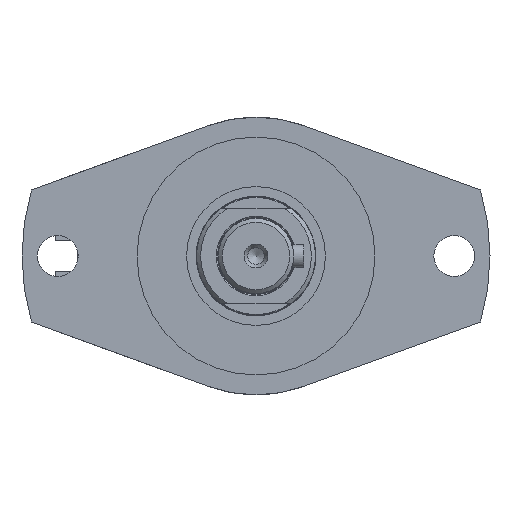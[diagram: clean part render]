
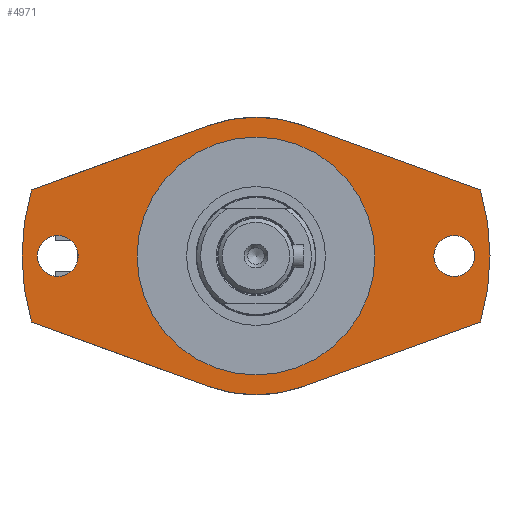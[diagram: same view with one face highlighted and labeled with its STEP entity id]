
A CAD part, left-side view. The second image highlights one B-rep face of the part: STEP entity #4971.
In plain terms, the highlighted planar face has unit normal (-1, 0, 0).
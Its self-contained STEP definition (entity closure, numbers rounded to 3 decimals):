
#137=FACE_BOUND('',#755,.T.);
#138=FACE_BOUND('',#756,.T.);
#139=FACE_BOUND('',#757,.T.);
#256=PLANE('',#5410);
#467=FACE_OUTER_BOUND('',#754,.T.);
#754=EDGE_LOOP('',(#3915,#3916,#3917,#3918,#3919,#3920,#3921,#3922));
#755=EDGE_LOOP('',(#3923));
#756=EDGE_LOOP('',(#3924));
#757=EDGE_LOOP('',(#3925,#3926));
#1149=LINE('',#8161,#1511);
#1150=LINE('',#8164,#1512);
#1151=LINE('',#8166,#1513);
#1152=LINE('',#8169,#1514);
#1511=VECTOR('',#6496,10.);
#1512=VECTOR('',#6499,10.);
#1513=VECTOR('',#6500,10.);
#1514=VECTOR('',#6503,10.);
#1783=CIRCLE('',#5400,59.);
#1784=CIRCLE('',#5402,30.);
#1785=CIRCLE('',#5403,30.);
#1789=CIRCLE('',#5409,59.);
#1790=CIRCLE('',#5411,35.);
#1791=CIRCLE('',#5412,35.);
#1792=CIRCLE('',#5413,5.15);
#1793=CIRCLE('',#5414,5.15);
#2200=VERTEX_POINT('',#8134);
#2201=VERTEX_POINT('',#8136);
#2202=VERTEX_POINT('',#8140);
#2203=VERTEX_POINT('',#8141);
#2206=VERTEX_POINT('',#8151);
#2209=VERTEX_POINT('',#8156);
#2210=VERTEX_POINT('',#8160);
#2211=VERTEX_POINT('',#8162);
#2212=VERTEX_POINT('',#8165);
#2213=VERTEX_POINT('',#8167);
#2214=VERTEX_POINT('',#8170);
#2215=VERTEX_POINT('',#8172);
#2809=EDGE_CURVE('',#2200,#2201,#1783,.T.);
#2811=EDGE_CURVE('',#2202,#2203,#1784,.T.);
#2812=EDGE_CURVE('',#2203,#2202,#1785,.T.);
#2819=EDGE_CURVE('',#2209,#2206,#1789,.T.);
#2820=EDGE_CURVE('',#2200,#2210,#1149,.T.);
#2821=EDGE_CURVE('',#2210,#2211,#1790,.T.);
#2822=EDGE_CURVE('',#2211,#2206,#1150,.T.);
#2823=EDGE_CURVE('',#2209,#2212,#1151,.T.);
#2824=EDGE_CURVE('',#2212,#2213,#1791,.T.);
#2825=EDGE_CURVE('',#2213,#2201,#1152,.T.);
#2826=EDGE_CURVE('',#2214,#2214,#1792,.T.);
#2827=EDGE_CURVE('',#2215,#2215,#1793,.T.);
#3915=ORIENTED_EDGE('',*,*,#2820,.T.);
#3916=ORIENTED_EDGE('',*,*,#2821,.T.);
#3917=ORIENTED_EDGE('',*,*,#2822,.T.);
#3918=ORIENTED_EDGE('',*,*,#2819,.F.);
#3919=ORIENTED_EDGE('',*,*,#2823,.T.);
#3920=ORIENTED_EDGE('',*,*,#2824,.T.);
#3921=ORIENTED_EDGE('',*,*,#2825,.T.);
#3922=ORIENTED_EDGE('',*,*,#2809,.F.);
#3923=ORIENTED_EDGE('',*,*,#2826,.T.);
#3924=ORIENTED_EDGE('',*,*,#2827,.T.);
#3925=ORIENTED_EDGE('',*,*,#2811,.T.);
#3926=ORIENTED_EDGE('',*,*,#2812,.T.);
#4971=ADVANCED_FACE('',(#467,#137,#138,#139),#256,.T.);
#5400=AXIS2_PLACEMENT_3D('',#8137,#6470,#6471);
#5402=AXIS2_PLACEMENT_3D('',#8142,#6475,#6476);
#5403=AXIS2_PLACEMENT_3D('',#8143,#6477,#6478);
#5409=AXIS2_PLACEMENT_3D('',#8158,#6492,#6493);
#5410=AXIS2_PLACEMENT_3D('',#8159,#6494,#6495);
#5411=AXIS2_PLACEMENT_3D('',#8163,#6497,#6498);
#5412=AXIS2_PLACEMENT_3D('',#8168,#6501,#6502);
#5413=AXIS2_PLACEMENT_3D('',#8171,#6504,#6505);
#5414=AXIS2_PLACEMENT_3D('',#8173,#6506,#6507);
#6470=DIRECTION('center_axis',(1.,0.,0.));
#6471=DIRECTION('ref_axis',(0.,-1.,0.));
#6475=DIRECTION('center_axis',(1.,0.,0.));
#6476=DIRECTION('ref_axis',(0.,-1.,0.));
#6477=DIRECTION('center_axis',(1.,0.,0.));
#6478=DIRECTION('ref_axis',(0.,-1.,0.));
#6492=DIRECTION('center_axis',(1.,0.,0.));
#6493=DIRECTION('ref_axis',(0.,-1.,0.));
#6494=DIRECTION('center_axis',(-1.,0.,0.));
#6495=DIRECTION('ref_axis',(0.,0.,-1.));
#6496=DIRECTION('',(0.,0.94,0.342));
#6497=DIRECTION('center_axis',(-1.,0.,0.));
#6498=DIRECTION('ref_axis',(0.,0.342,-0.94));
#6499=DIRECTION('',(0.,0.94,-0.342));
#6500=DIRECTION('',(0.,-0.94,-0.342));
#6501=DIRECTION('center_axis',(-1.,0.,0.));
#6502=DIRECTION('ref_axis',(0.,-0.342,0.94));
#6503=DIRECTION('',(0.,-0.94,0.342));
#6504=DIRECTION('center_axis',(1.,0.,0.));
#6505=DIRECTION('ref_axis',(0.,0.,1.));
#6506=DIRECTION('center_axis',(1.,0.,0.));
#6507=DIRECTION('ref_axis',(0.,0.,1.));
#8134=CARTESIAN_POINT('',(-195.7,-56.604,16.644));
#8136=CARTESIAN_POINT('',(-195.7,-56.604,-16.644));
#8137=CARTESIAN_POINT('Origin',(-195.7,0.,
0.));
#8140=CARTESIAN_POINT('',(-195.7,-30.,0.));
#8141=CARTESIAN_POINT('',(-195.7,30.,0.));
#8142=CARTESIAN_POINT('Origin',(-195.7,0.,
0.));
#8143=CARTESIAN_POINT('Origin',(-195.7,0.,
0.));
#8151=CARTESIAN_POINT('',(-195.7,56.604,16.644));
#8156=CARTESIAN_POINT('',(-195.7,56.604,-16.644));
#8158=CARTESIAN_POINT('Origin',(-195.7,0.,
0.));
#8159=CARTESIAN_POINT('Origin',(-195.7,-44.5,0.));
#8160=CARTESIAN_POINT('',(-195.7,-11.971,32.889));
#8161=CARTESIAN_POINT('',(-195.7,-76.799,9.294));
#8162=CARTESIAN_POINT('',(-195.7,11.971,32.889));
#8163=CARTESIAN_POINT('Origin',(-195.7,0.,
0.));
#8164=CARTESIAN_POINT('',(-195.7,-7.677,40.04));
#8165=CARTESIAN_POINT('',(-195.7,11.971,-32.889));
#8166=CARTESIAN_POINT('',(-195.7,37.505,-23.596));
#8167=CARTESIAN_POINT('',(-195.7,-11.971,-32.889));
#8168=CARTESIAN_POINT('Origin',(-195.7,0.,
0.));
#8169=CARTESIAN_POINT('',(-195.7,-31.618,-25.738));
#8170=CARTESIAN_POINT('',(-195.7,50.,-5.15));
#8171=CARTESIAN_POINT('Origin',(-195.7,50.,0.));
#8172=CARTESIAN_POINT('',(-195.7,-50.,-5.15));
#8173=CARTESIAN_POINT('Origin',(-195.7,-50.,0.));
